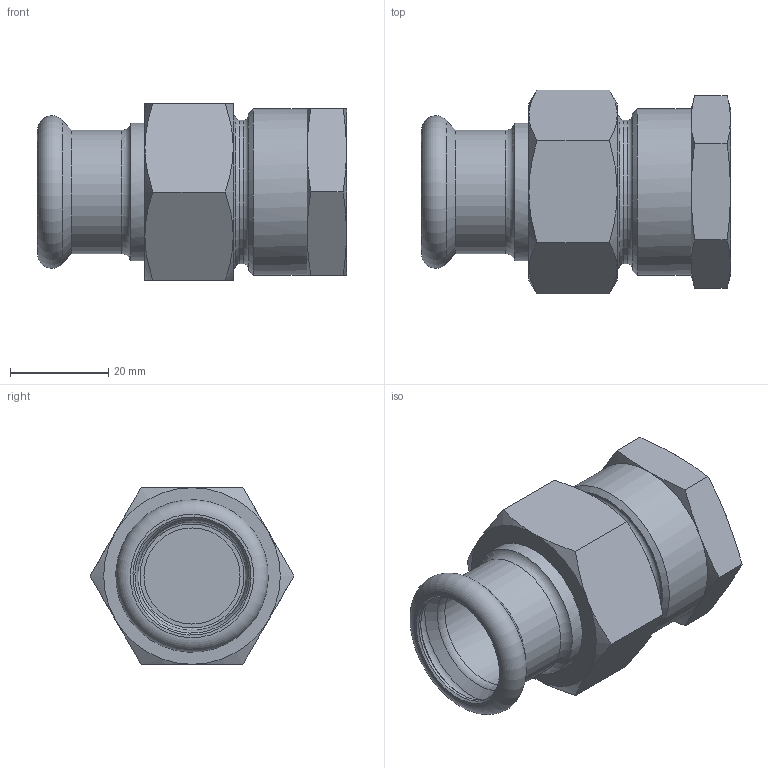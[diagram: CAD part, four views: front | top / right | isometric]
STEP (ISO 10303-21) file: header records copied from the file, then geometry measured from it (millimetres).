
FILE_DESCRIPTION(/* description */ (''),/* implementation_level */ '2;1');
FILE_NAME(/* name */ '45404.stp',/* time_stamp */ '2023-09-08T11:37:20+02:00',/* author */ ('JANAN'),/* organization */ (''),/* preprocessor_version */ 'ST-DEVELOPER v19.2',/* originating_system */ 'Autodesk Inventor 2023',/* authorisation */ '');
FILE_SCHEMA (('AUTOMOTIVE_DESIGN { 1 0 10303 214 3 1 1 }'));
Length unit declared in the file: millimetre
Products named in the file (1): tmp2EC7.tmp
Bounding box: 63 x 41.57 x 36 mm (x, y, z)
Volume: 38309.9 mm3; surface area: 15196.6 mm2
Topology: 2 solids, 2 shells, 76 faces, 163 edges, 98 vertices
Faces by surface type: cone 33, plane 23, cylinder 11, torus 9
Full cylindrical faces by diameter (mm): 19.6 x2, 22.2 x1, 23.3 x1, 24.117 x1, 25.2 x1, 27.5 x1, 28 x1, 29.3 x1, 33.249 x1, 34 x1
Entity records: 2249 total; most frequent: CARTESIAN_POINT 542, DIRECTION 347, ORIENTED_EDGE 326, EDGE_CURVE 163, AXIS2_PLACEMENT_3D 155, VERTEX_POINT 98, EDGE_LOOP 85, CIRCLE 78
